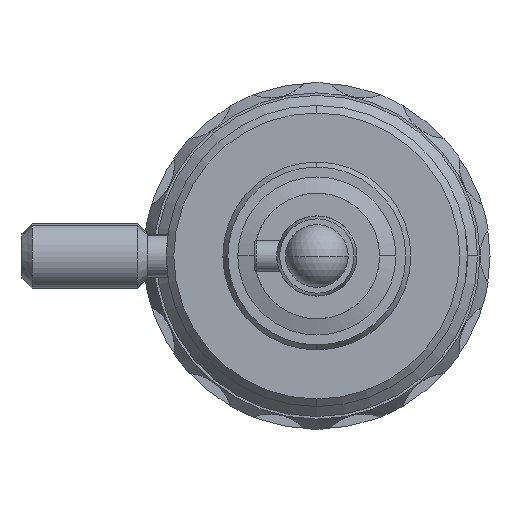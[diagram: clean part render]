
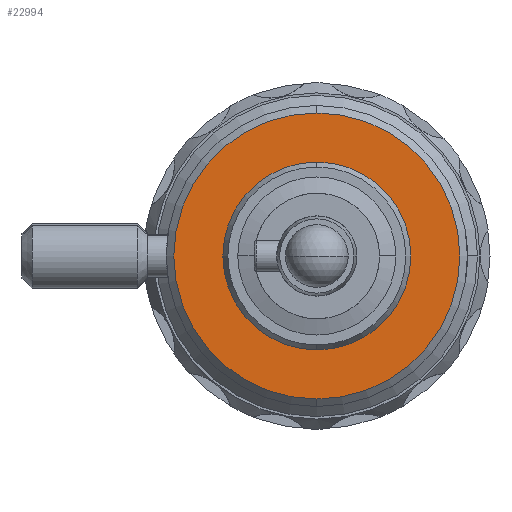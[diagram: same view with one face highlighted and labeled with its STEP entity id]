
A CAD part, left-side view. The second image highlights one B-rep face of the part: STEP entity #22994.
In plain terms, the highlighted planar face has unit normal (-1, 0, 0).
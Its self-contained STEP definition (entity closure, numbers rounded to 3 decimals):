
#16048 = CARTESIAN_POINT ( 'NONE',  ( -3.81, 0., -4.502 ) ) ;
#16422 = CARTESIAN_POINT ( 'NONE',  ( -3.81, 0., 4.502 ) ) ;
#16681 = CARTESIAN_POINT ( 'NONE',  ( -3.81, 0., 7.239 ) ) ;
#16710 = CARTESIAN_POINT ( 'NONE',  ( -3.81, 0., -7.239 ) ) ;
#16711 = DIRECTION ( 'NONE',  ( 0., 0., 1. ) ) ;
#16712 = DIRECTION ( 'NONE',  ( -1., 0., 0. ) ) ;
#16713 = CARTESIAN_POINT ( 'NONE',  ( -3.81, 0., 0. ) ) ;
#16714 = AXIS2_PLACEMENT_3D ( 'NONE', #16713, #16712, #16711 ) ;
#16715 = CIRCLE ( 'NONE', #16714, 7.239 ) ;
#16885 = DIRECTION ( 'NONE',  ( 0., 0., 1. ) ) ;
#16886 = DIRECTION ( 'NONE',  ( -1., 0., 0. ) ) ;
#16887 = CARTESIAN_POINT ( 'NONE',  ( -3.81, 0., 0. ) ) ;
#16888 = AXIS2_PLACEMENT_3D ( 'NONE', #16887, #16886, #16885 ) ;
#16892 = CIRCLE ( 'NONE', #16888, 4.502 ) ;
#17017 = FACE_OUTER_BOUND ( 'NONE', #23114, .T. ) ;
#17040 = FACE_BOUND ( 'NONE', #22959, .T. ) ;
#17075 = DIRECTION ( 'NONE',  ( 0., 0., 1. ) ) ;
#17076 = DIRECTION ( 'NONE',  ( -1., 0., 0. ) ) ;
#17077 = CARTESIAN_POINT ( 'NONE',  ( -3.81, 0., 0. ) ) ;
#17078 = AXIS2_PLACEMENT_3D ( 'NONE', #17077, #17076, #17075 ) ;
#17105 = DIRECTION ( 'NONE',  ( 0., 0., -1. ) ) ;
#17106 = DIRECTION ( 'NONE',  ( 1., 0., 0. ) ) ;
#17107 = CARTESIAN_POINT ( 'NONE',  ( -3.81, 0., -4.502 ) ) ;
#17108 = AXIS2_PLACEMENT_3D ( 'NONE', #17107, #17106, #17105 ) ;
#17110 = PLANE ( 'NONE',  #17108 ) ;
#17145 = CIRCLE ( 'NONE', #17078, 4.502 ) ;
#20371 = CIRCLE ( 'NONE', #20502, 7.239 ) ;
#20499 = DIRECTION ( 'NONE',  ( 0., 0., 1. ) ) ;
#20500 = DIRECTION ( 'NONE',  ( -1., 0., 0. ) ) ;
#20501 = CARTESIAN_POINT ( 'NONE',  ( -3.81, 0., 0. ) ) ;
#20502 = AXIS2_PLACEMENT_3D ( 'NONE', #20501, #20500, #20499 ) ;
#22662 = VERTEX_POINT ( 'NONE', #16048 ) ;
#22764 = VERTEX_POINT ( 'NONE', #16422 ) ;
#22816 = VERTEX_POINT ( 'NONE', #16681 ) ;
#22838 = EDGE_CURVE ( 'NONE', #22816, #22839, #16715, .T. ) ;
#22839 = VERTEX_POINT ( 'NONE', #16710 ) ;
#22845 = EDGE_CURVE ( 'NONE', #22764, #22662, #16892, .T. ) ;
#22947 = EDGE_CURVE ( 'NONE', #22662, #22764, #17145, .T. ) ;
#22959 = EDGE_LOOP ( 'NONE', ( #23193, #22961 ) ) ;
#22961 = ORIENTED_EDGE ( 'NONE', *, *, #22947, .F. ) ;
#22994 = ADVANCED_FACE ( 'NONE', ( #17040, #17017 ), #17110, .F. ) ;
#23042 = ORIENTED_EDGE ( 'NONE', *, *, #22838, .T. ) ;
#23103 = ORIENTED_EDGE ( 'NONE', *, *, #23194, .T. ) ;
#23114 = EDGE_LOOP ( 'NONE', ( #23103, #23042 ) ) ;
#23193 = ORIENTED_EDGE ( 'NONE', *, *, #22845, .F. ) ;
#23194 = EDGE_CURVE ( 'NONE', #22839, #22816, #20371, .T. ) ;
